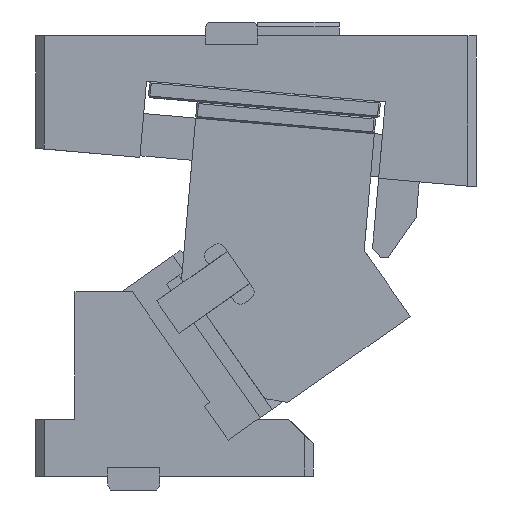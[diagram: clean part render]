
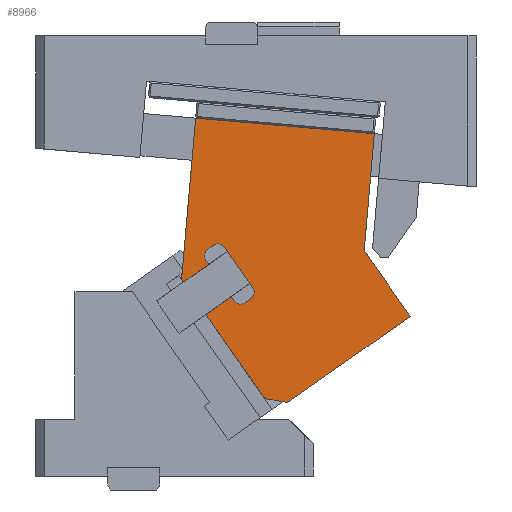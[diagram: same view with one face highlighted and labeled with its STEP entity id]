
A CAD part, front view. The second image highlights one B-rep face of the part: STEP entity #8966.
In plain terms, the highlighted planar face has unit normal (0, -1, 0).
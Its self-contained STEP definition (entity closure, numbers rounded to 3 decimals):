
#7592=CARTESIAN_POINT('Vertex',(89.326,0.,120.48)) ;
#7595=CARTESIAN_POINT('Line Origine',(93.661,0.,170.031)) ;
#7599=CARTESIAN_POINT('Vertex',(97.996,0.,219.581)) ;
#8295=CARTESIAN_POINT('Vertex',(131.244,0.,118.148)) ;
#8298=CARTESIAN_POINT('Line Origine',(124.361,0.,127.978)) ;
#8302=CARTESIAN_POINT('Vertex',(117.479,0.,137.808)) ;
#8322=CARTESIAN_POINT('Axis2P3D Location',(111.662,0.,137.397)) ;
#8326=CARTESIAN_POINT('Vertex',(115.758,0.,140.265)) ;
#8328=CARTESIAN_POINT('Vertex',(108.794,0.,141.493)) ;
#8362=CARTESIAN_POINT('Line Origine',(107.156,0.,140.346)) ;
#8366=CARTESIAN_POINT('Vertex',(105.518,0.,139.199)) ;
#8393=CARTESIAN_POINT('Axis2P3D Location',(108.385,0.,135.103)) ;
#8397=CARTESIAN_POINT('Vertex',(104.29,0.,132.235)) ;
#8428=CARTESIAN_POINT('Vertex',(121.497,0.,107.66)) ;
#8433=CARTESIAN_POINT('Axis2P3D Location',(125.593,0.,110.528)) ;
#8437=CARTESIAN_POINT('Vertex',(128.461,0.,106.433)) ;
#8464=CARTESIAN_POINT('Line Origine',(130.099,0.,107.58)) ;
#8468=CARTESIAN_POINT('Vertex',(131.737,0.,108.727)) ;
#8495=CARTESIAN_POINT('Axis2P3D Location',(128.869,0.,112.823)) ;
#8499=CARTESIAN_POINT('Vertex',(132.965,0.,115.691)) ;
#8556=CARTESIAN_POINT('Vertex',(106.01,0.,129.778)) ;
#8572=CARTESIAN_POINT('Vertex',(119.776,0.,110.118)) ;
#8575=CARTESIAN_POINT('Line Origine',(120.637,0.,108.889)) ;
#8580=CARTESIAN_POINT('Line Origine',(105.15,0.,131.006)) ;
#8702=CARTESIAN_POINT('Vertex',(104.212,0.,99.22)) ;
#8718=CARTESIAN_POINT('Vertex',(90.446,0.,118.88)) ;
#8721=CARTESIAN_POINT('Line Origine',(89.886,0.,119.68)) ;
#8737=CARTESIAN_POINT('Vertex',(140.348,0.,47.613)) ;
#8740=CARTESIAN_POINT('Line Origine',(122.28,0.,73.417)) ;
#8824=CARTESIAN_POINT('Line Origine',(98.228,0.,124.329)) ;
#8849=CARTESIAN_POINT('Line Origine',(111.994,0.,104.669)) ;
#8884=CARTESIAN_POINT('Line Origine',(132.105,0.,116.919)) ;
#8889=CARTESIAN_POINT('Line Origine',(116.618,0.,139.036)) ;
#8905=CARTESIAN_POINT('Axis2P3D Location',(185.396,0.,70.802)) ;
#8910=CARTESIAN_POINT('Line Origine',(147.311,0.,46.385)) ;
#8914=CARTESIAN_POINT('Vertex',(154.275,0.,45.158)) ;
#8917=CARTESIAN_POINT('Line Origine',(191.956,0.,71.542)) ;
#8921=CARTESIAN_POINT('Vertex',(229.637,0.,97.927)) ;
#8924=CARTESIAN_POINT('Line Origine',(215.474,0.,118.153)) ;
#8928=CARTESIAN_POINT('Vertex',(201.312,0.,138.379)) ;
#8931=CARTESIAN_POINT('Line Origine',(204.444,0.,174.187)) ;
#8935=CARTESIAN_POINT('Vertex',(207.577,0.,209.994)) ;
#8938=CARTESIAN_POINT('Line Origine',(152.786,0.,214.788)) ;
#7596=DIRECTION('Vector Direction',(0.087,0.,0.996)) ;
#8299=DIRECTION('Vector Direction',(0.574,0.,-0.819)) ;
#8323=DIRECTION('Axis2P3D Direction',(0.,-1.,0.)) ;
#8363=DIRECTION('Vector Direction',(-0.819,0.,-0.574)) ;
#8394=DIRECTION('Axis2P3D Direction',(0.,-1.,0.)) ;
#8434=DIRECTION('Axis2P3D Direction',(0.,-1.,0.)) ;
#8465=DIRECTION('Vector Direction',(0.819,0.,0.574)) ;
#8496=DIRECTION('Axis2P3D Direction',(0.,-1.,0.)) ;
#8576=DIRECTION('Vector Direction',(-0.574,0.,0.819)) ;
#8581=DIRECTION('Vector Direction',(-0.574,0.,0.819)) ;
#8722=DIRECTION('Vector Direction',(-0.574,0.,0.819)) ;
#8741=DIRECTION('Vector Direction',(-0.574,0.,0.819)) ;
#8825=DIRECTION('Vector Direction',(0.819,0.,0.574)) ;
#8850=DIRECTION('Vector Direction',(-0.819,0.,-0.574)) ;
#8885=DIRECTION('Vector Direction',(0.574,0.,-0.819)) ;
#8890=DIRECTION('Vector Direction',(0.574,0.,-0.819)) ;
#8906=DIRECTION('Axis2P3D Direction',(0.,1.,0.)) ;
#8907=DIRECTION('Axis2P3D XDirection',(-0.574,0.,0.819)) ;
#8911=DIRECTION('Vector Direction',(-0.985,0.,0.174)) ;
#8918=DIRECTION('Vector Direction',(0.819,0.,0.574)) ;
#8925=DIRECTION('Vector Direction',(0.574,0.,-0.819)) ;
#8932=DIRECTION('Vector Direction',(-0.087,0.,-0.996)) ;
#8939=DIRECTION('Vector Direction',(-0.996,0.,0.087)) ;
#8324=AXIS2_PLACEMENT_3D('Circle Axis2P3D',#8322,#8323,$) ;
#8395=AXIS2_PLACEMENT_3D('Circle Axis2P3D',#8393,#8394,$) ;
#8435=AXIS2_PLACEMENT_3D('Circle Axis2P3D',#8433,#8434,$) ;
#8497=AXIS2_PLACEMENT_3D('Circle Axis2P3D',#8495,#8496,$) ;
#8908=AXIS2_PLACEMENT_3D('Plane Axis2P3D',#8905,#8906,#8907) ;
#8944=ORIENTED_EDGE('',*,*,#8304,.T.) ;
#8945=ORIENTED_EDGE('',*,*,#8888,.T.) ;
#8946=ORIENTED_EDGE('',*,*,#8501,.F.) ;
#8947=ORIENTED_EDGE('',*,*,#8470,.F.) ;
#8948=ORIENTED_EDGE('',*,*,#8439,.F.) ;
#8949=ORIENTED_EDGE('',*,*,#8579,.F.) ;
#8950=ORIENTED_EDGE('',*,*,#8853,.T.) ;
#8951=ORIENTED_EDGE('',*,*,#8744,.F.) ;
#8952=ORIENTED_EDGE('',*,*,#8916,.F.) ;
#8953=ORIENTED_EDGE('',*,*,#8923,.T.) ;
#8954=ORIENTED_EDGE('',*,*,#8930,.F.) ;
#8955=ORIENTED_EDGE('',*,*,#8937,.F.) ;
#8956=ORIENTED_EDGE('',*,*,#8942,.T.) ;
#8957=ORIENTED_EDGE('',*,*,#7601,.F.) ;
#8958=ORIENTED_EDGE('',*,*,#8725,.F.) ;
#8959=ORIENTED_EDGE('',*,*,#8828,.T.) ;
#8960=ORIENTED_EDGE('',*,*,#8584,.F.) ;
#8961=ORIENTED_EDGE('',*,*,#8399,.F.) ;
#8962=ORIENTED_EDGE('',*,*,#8368,.F.) ;
#8963=ORIENTED_EDGE('',*,*,#8330,.F.) ;
#8964=ORIENTED_EDGE('',*,*,#8893,.T.) ;
#7597=VECTOR('Line Direction',#7596,1.) ;
#8300=VECTOR('Line Direction',#8299,1.) ;
#8364=VECTOR('Line Direction',#8363,1.) ;
#8466=VECTOR('Line Direction',#8465,1.) ;
#8577=VECTOR('Line Direction',#8576,1.) ;
#8582=VECTOR('Line Direction',#8581,1.) ;
#8723=VECTOR('Line Direction',#8722,1.) ;
#8742=VECTOR('Line Direction',#8741,1.) ;
#8826=VECTOR('Line Direction',#8825,1.) ;
#8851=VECTOR('Line Direction',#8850,1.) ;
#8886=VECTOR('Line Direction',#8885,1.) ;
#8891=VECTOR('Line Direction',#8890,1.) ;
#8912=VECTOR('Line Direction',#8911,1.) ;
#8919=VECTOR('Line Direction',#8918,1.) ;
#8926=VECTOR('Line Direction',#8925,1.) ;
#8933=VECTOR('Line Direction',#8932,1.) ;
#8940=VECTOR('Line Direction',#8939,1.) ;
#8966=ADVANCED_FACE('CAM SLIDER',(#8965),#8909,.F.) ;
#8325=CIRCLE('generated circle',#8324,5.) ;
#8396=CIRCLE('generated circle',#8395,5.) ;
#8436=CIRCLE('generated circle',#8435,5.) ;
#8498=CIRCLE('generated circle',#8497,5.) ;
#7601=EDGE_CURVE('',#7593,#7600,#7598,.T.) ;
#8304=EDGE_CURVE('',#8303,#8296,#8301,.T.) ;
#8330=EDGE_CURVE('',#8327,#8329,#8325,.T.) ;
#8368=EDGE_CURVE('',#8329,#8367,#8365,.T.) ;
#8399=EDGE_CURVE('',#8367,#8398,#8396,.T.) ;
#8439=EDGE_CURVE('',#8429,#8438,#8436,.T.) ;
#8470=EDGE_CURVE('',#8438,#8469,#8467,.T.) ;
#8501=EDGE_CURVE('',#8469,#8500,#8498,.T.) ;
#8579=EDGE_CURVE('',#8573,#8429,#8578,.F.) ;
#8584=EDGE_CURVE('',#8398,#8557,#8583,.F.) ;
#8725=EDGE_CURVE('',#8719,#7593,#8724,.T.) ;
#8744=EDGE_CURVE('',#8738,#8703,#8743,.T.) ;
#8828=EDGE_CURVE('',#8719,#8557,#8827,.T.) ;
#8853=EDGE_CURVE('',#8573,#8703,#8852,.T.) ;
#8888=EDGE_CURVE('',#8296,#8500,#8887,.T.) ;
#8893=EDGE_CURVE('',#8327,#8303,#8892,.T.) ;
#8916=EDGE_CURVE('',#8915,#8738,#8913,.T.) ;
#8923=EDGE_CURVE('',#8915,#8922,#8920,.T.) ;
#8930=EDGE_CURVE('',#8929,#8922,#8927,.T.) ;
#8937=EDGE_CURVE('',#8936,#8929,#8934,.T.) ;
#8942=EDGE_CURVE('',#8936,#7600,#8941,.T.) ;
#8943=EDGE_LOOP('',(#8944,#8945,#8946,#8947,#8948,#8949,#8950,#8951,#8952,#8953,#8954,#8955,#8956,#8957,#8958,#8959,#8960,#8961,#8962,#8963,#8964)) ;
#8965=FACE_OUTER_BOUND('',#8943,.T.) ;
#7598=LINE('Line',#7595,#7597) ;
#8301=LINE('Line',#8298,#8300) ;
#8365=LINE('Line',#8362,#8364) ;
#8467=LINE('Line',#8464,#8466) ;
#8578=LINE('Line',#8575,#8577) ;
#8583=LINE('Line',#8580,#8582) ;
#8724=LINE('Line',#8721,#8723) ;
#8743=LINE('Line',#8740,#8742) ;
#8827=LINE('Line',#8824,#8826) ;
#8852=LINE('Line',#8849,#8851) ;
#8887=LINE('Line',#8884,#8886) ;
#8892=LINE('Line',#8889,#8891) ;
#8913=LINE('Line',#8910,#8912) ;
#8920=LINE('Line',#8917,#8919) ;
#8927=LINE('Line',#8924,#8926) ;
#8934=LINE('Line',#8931,#8933) ;
#8941=LINE('Line',#8938,#8940) ;
#8909=PLANE('Plane',#8908) ;
#7593=VERTEX_POINT('',#7592) ;
#7600=VERTEX_POINT('',#7599) ;
#8296=VERTEX_POINT('',#8295) ;
#8303=VERTEX_POINT('',#8302) ;
#8327=VERTEX_POINT('',#8326) ;
#8329=VERTEX_POINT('',#8328) ;
#8367=VERTEX_POINT('',#8366) ;
#8398=VERTEX_POINT('',#8397) ;
#8429=VERTEX_POINT('',#8428) ;
#8438=VERTEX_POINT('',#8437) ;
#8469=VERTEX_POINT('',#8468) ;
#8500=VERTEX_POINT('',#8499) ;
#8557=VERTEX_POINT('',#8556) ;
#8573=VERTEX_POINT('',#8572) ;
#8703=VERTEX_POINT('',#8702) ;
#8719=VERTEX_POINT('',#8718) ;
#8738=VERTEX_POINT('',#8737) ;
#8915=VERTEX_POINT('',#8914) ;
#8922=VERTEX_POINT('',#8921) ;
#8929=VERTEX_POINT('',#8928) ;
#8936=VERTEX_POINT('',#8935) ;
